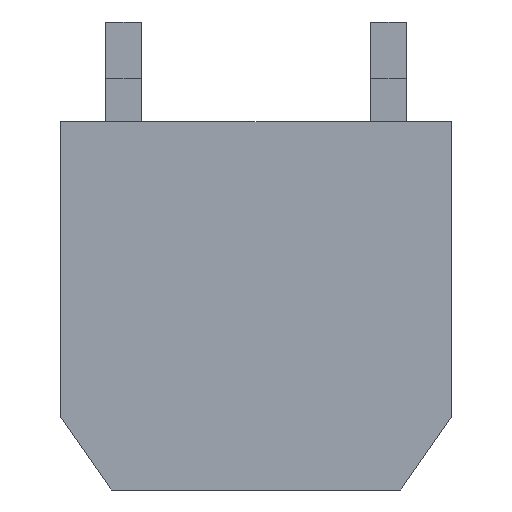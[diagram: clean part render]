
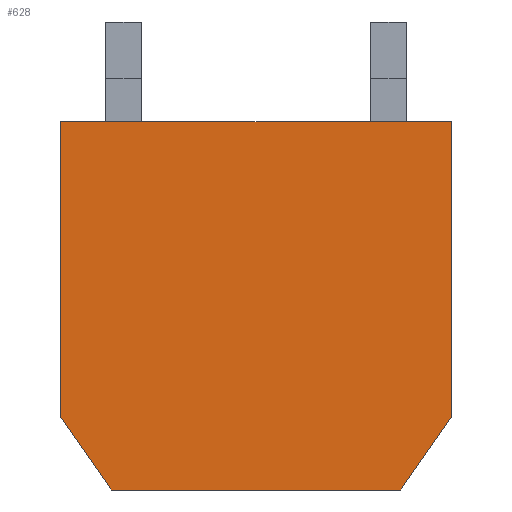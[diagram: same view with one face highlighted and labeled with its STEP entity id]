
A CAD part, front view. The second image highlights one B-rep face of the part: STEP entity #628.
In plain terms, the highlighted planar face has unit normal (0, -1, 0).
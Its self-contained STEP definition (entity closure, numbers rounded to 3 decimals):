
#54=FACE_OUTER_BOUND('',#86,.T.);
#86=EDGE_LOOP('',(#540,#541,#542,#543,#544,#545));
#165=LINE('',#989,#249);
#168=LINE('',#994,#252);
#170=LINE('',#999,#254);
#172=LINE('',#1002,#256);
#173=LINE('',#1004,#257);
#174=LINE('',#1005,#258);
#249=VECTOR('',#814,10.);
#252=VECTOR('',#819,10.);
#254=VECTOR('',#823,10.);
#256=VECTOR('',#827,10.);
#257=VECTOR('',#828,10.);
#258=VECTOR('',#829,10.);
#310=VERTEX_POINT('',#986);
#311=VERTEX_POINT('',#988);
#312=VERTEX_POINT('',#992);
#313=VERTEX_POINT('',#996);
#314=VERTEX_POINT('',#998);
#315=VERTEX_POINT('',#1003);
#389=EDGE_CURVE('',#310,#311,#165,.T.);
#392=EDGE_CURVE('',#310,#312,#168,.T.);
#394=EDGE_CURVE('',#314,#313,#170,.T.);
#396=EDGE_CURVE('',#314,#312,#172,.T.);
#397=EDGE_CURVE('',#315,#313,#173,.T.);
#398=EDGE_CURVE('',#311,#315,#174,.T.);
#540=ORIENTED_EDGE('',*,*,#392,.T.);
#541=ORIENTED_EDGE('',*,*,#396,.F.);
#542=ORIENTED_EDGE('',*,*,#394,.T.);
#543=ORIENTED_EDGE('',*,*,#397,.F.);
#544=ORIENTED_EDGE('',*,*,#398,.F.);
#545=ORIENTED_EDGE('',*,*,#389,.F.);
#596=PLANE('',#683);
#628=ADVANCED_FACE('',(#54),#596,.F.);
#683=AXIS2_PLACEMENT_3D('',#1001,#825,#826);
#814=DIRECTION('',(0.,0.,1.));
#819=DIRECTION('',(0.569,0.,-0.822));
#823=DIRECTION('',(0.569,0.,0.822));
#825=DIRECTION('center_axis',(0.,1.,0.));
#826=DIRECTION('ref_axis',(0.,0.,1.));
#827=DIRECTION('',(-1.,0.,0.));
#828=DIRECTION('',(0.,0.,-1.));
#829=DIRECTION('',(1.,0.,0.));
#986=CARTESIAN_POINT('',(-8.025,0.,-6.625));
#988=CARTESIAN_POINT('',(-8.025,0.,5.525));
#989=CARTESIAN_POINT('',(-8.025,0.,-9.625));
#992=CARTESIAN_POINT('',(-5.95,0.,-9.625));
#994=CARTESIAN_POINT('',(-6.759,0.,-8.455));
#996=CARTESIAN_POINT('',(8.025,0.,-6.625));
#998=CARTESIAN_POINT('',(5.95,0.,-9.625));
#999=CARTESIAN_POINT('',(7.797,0.,-6.955));
#1001=CARTESIAN_POINT('Origin',(0.,0.,-2.05));
#1002=CARTESIAN_POINT('',(8.025,0.,-9.625));
#1003=CARTESIAN_POINT('',(8.025,0.,5.525));
#1004=CARTESIAN_POINT('',(8.025,0.,5.525));
#1005=CARTESIAN_POINT('',(-8.025,0.,5.525));
